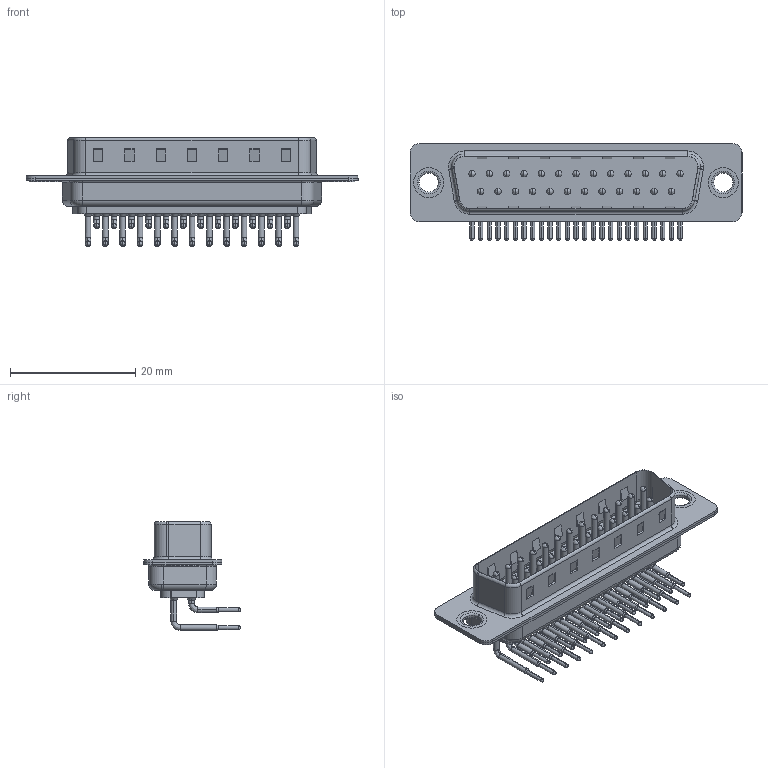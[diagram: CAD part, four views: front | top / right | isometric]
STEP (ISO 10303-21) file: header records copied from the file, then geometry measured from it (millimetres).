
FILE_DESCRIPTION (( 'STEP AP203' ), '1' );
FILE_NAME ('621-M25-260-GN1.STEP', '2018-09-25T01:50:52', ( '' ), ( '' ), 'SwSTEP 2.0', 'SolidWorks 2016', '' );
FILE_SCHEMA (( 'CONFIG_CONTROL_DESIGN' ));
Length unit declared in the file: millimetre
Products named in the file (7): 621M Housing_25 Contacts; 621M Shell Front_25 Contacts; 621M Shell Rear_25 Contacts; 621M Contact Row 1; 621M Contact Row 2; 621M Thru Hole Rivet; 621-M25-260-GN1
Assembly tree (30 placements, depth 2):
  621-M25-260-GN1
    621M Housing_25 Contacts
    621M Shell Front_25 Contacts
    621M Shell Rear_25 Contacts
    621M Contact Row 1  x13
    621M Contact Row 2  x12
    621M Thru Hole Rivet  x2
Bounding box: 53.05 x 15.49 x 17.39 mm (x, y, z)
Volume: 2795.6 mm3; surface area: 7439.3 mm2
Topology: 30 solids, 30 shells, 3100 faces, 8651 edges, 5622 vertices
Faces by surface type: plane 1771, cylinder 1021, bspline 150, cone 100, torus 58
Entity records: 24077 total; most frequent: DIRECTION 4101, CARTESIAN_POINT 4078, ORIENTED_EDGE 3726, EDGE_CURVE 1863, AXIS2_PLACEMENT_3D 1498, VERTEX_POINT 1204, LINE 1105, VECTOR 1105
